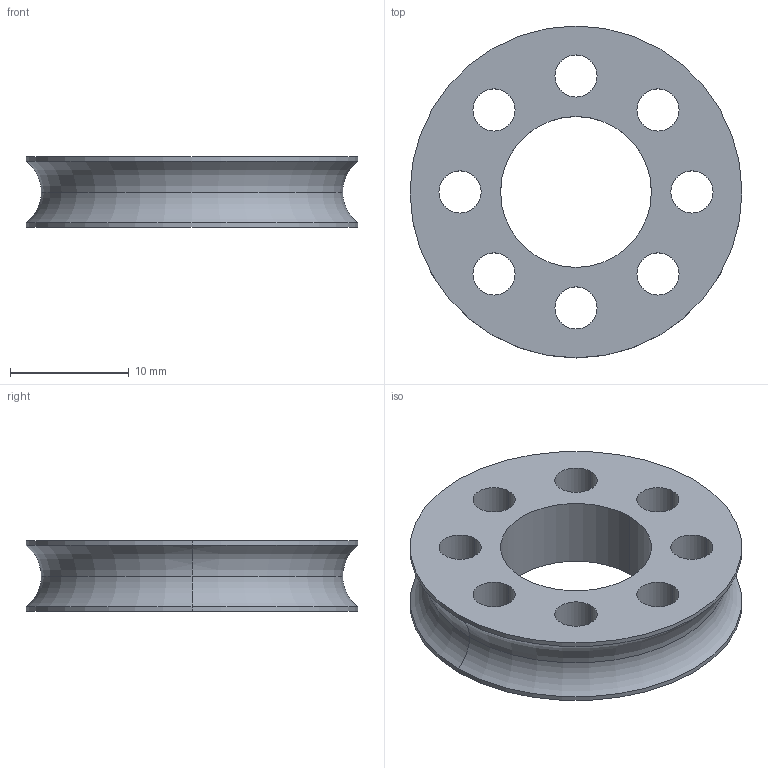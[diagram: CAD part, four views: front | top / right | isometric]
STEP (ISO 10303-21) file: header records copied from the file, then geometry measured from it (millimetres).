
FILE_DESCRIPTION (( 'STEP AP203' ), '1' );
FILE_NAME ('615130.STEP', '2014-07-22T18:57:55', ( 'Kyle' ), ( 'Microsoft' ), 'SwSTEP 2.0', 'SolidWorks 2014', '' );
FILE_SCHEMA (( 'CONFIG_CONTROL_DESIGN' ));
Length unit declared in the file: inch
Products named in the file (1): 615130
Bounding box: 27.99 x 27.99 x 5.96 mm (x, y, z)
Volume: 2036.6 mm3; surface area: 2151.8 mm2
Topology: 1 solids, 1 shells, 28 faces, 72 edges, 46 vertices
Faces by surface type: cylinder 22, torus 4, plane 2
Entity records: 993 total; most frequent: DIRECTION 180, CARTESIAN_POINT 147, ORIENTED_EDGE 144, AXIS2_PLACEMENT_3D 79, EDGE_CURVE 72, CIRCLE 50, EDGE_LOOP 46, VERTEX_POINT 46
